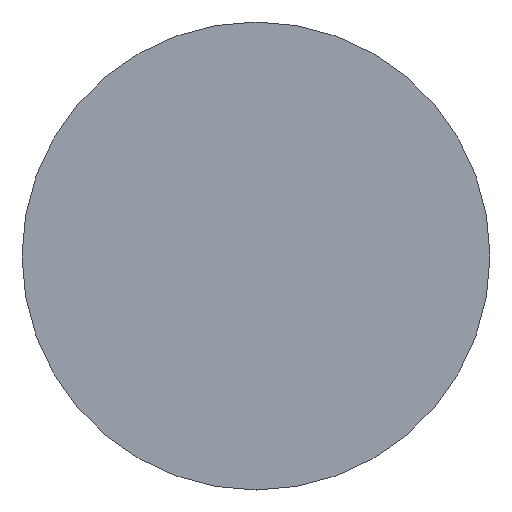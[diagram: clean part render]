
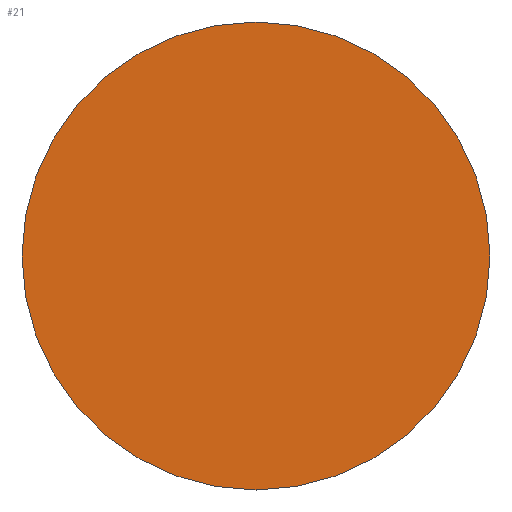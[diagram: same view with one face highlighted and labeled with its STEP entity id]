
A CAD part, left-side view. The second image highlights one B-rep face of the part: STEP entity #21.
In plain terms, the highlighted planar face has unit normal (-1, 0, 0).
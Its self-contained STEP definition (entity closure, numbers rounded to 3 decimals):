
#1 = DIRECTION ( 'NONE',  ( 0., 0., -1. ) ) ;
#11 = CIRCLE ( 'NONE', #162, 12.7 ) ;
#21 = ADVANCED_FACE ( 'NONE', ( #138 ), #136, .F. ) ;
#24 = DIRECTION ( 'NONE',  ( 0., 0., 1. ) ) ;
#32 = CIRCLE ( 'NONE', #98, 12.7 ) ;
#34 = VERTEX_POINT ( 'NONE', #122 ) ;
#35 = DIRECTION ( 'NONE',  ( 0., 0., 1. ) ) ;
#44 = VERTEX_POINT ( 'NONE', #165 ) ;
#45 = EDGE_CURVE ( 'NONE', #34, #44, #11, .T. ) ;
#57 = CARTESIAN_POINT ( 'NONE',  ( 119.507, 71.194, 0. ) ) ;
#58 = ORIENTED_EDGE ( 'NONE', *, *, #45, .T. ) ;
#62 = AXIS2_PLACEMENT_3D ( 'NONE', #57, #152, #1 ) ;
#80 = EDGE_LOOP ( 'NONE', ( #58, #107 ) ) ;
#98 = AXIS2_PLACEMENT_3D ( 'NONE', #132, #159, #24 ) ;
#99 = DIRECTION ( 'NONE',  ( -1., 0., 0. ) ) ;
#107 = ORIENTED_EDGE ( 'NONE', *, *, #137, .T. ) ;
#122 = CARTESIAN_POINT ( 'NONE',  ( 119.507, 71.194, 12.7 ) ) ;
#132 = CARTESIAN_POINT ( 'NONE',  ( 119.507, 71.194, 0. ) ) ;
#136 = PLANE ( 'NONE',  #62 ) ;
#137 = EDGE_CURVE ( 'NONE', #44, #34, #32, .T. ) ;
#138 = FACE_OUTER_BOUND ( 'NONE', #80, .T. ) ;
#150 = CARTESIAN_POINT ( 'NONE',  ( 119.507, 71.194, 0. ) ) ;
#152 = DIRECTION ( 'NONE',  ( 1., 0., 0. ) ) ;
#159 = DIRECTION ( 'NONE',  ( -1., 0., 0. ) ) ;
#162 = AXIS2_PLACEMENT_3D ( 'NONE', #150, #99, #35 ) ;
#165 = CARTESIAN_POINT ( 'NONE',  ( 119.507, 71.194, -12.7 ) ) ;
